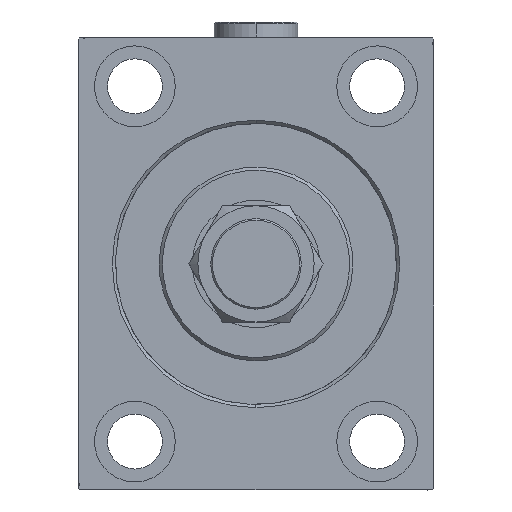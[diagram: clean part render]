
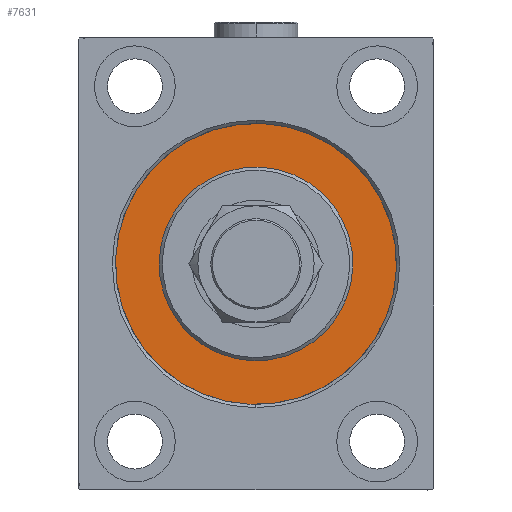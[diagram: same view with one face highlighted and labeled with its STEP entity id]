
A CAD part, left-side view. The second image highlights one B-rep face of the part: STEP entity #7631.
In plain terms, the highlighted face is planar.
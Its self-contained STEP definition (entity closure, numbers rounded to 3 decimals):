
#1698 = EDGE_CURVE ( 'NONE', #39854, #6706, #45696, .T. ) ;
#2662 = CARTESIAN_POINT ( 'NONE',  ( 0., 0., 0. ) ) ;
#4132 = AXIS2_PLACEMENT_3D ( 'NONE', #13617, #17399, #16465 ) ;
#5543 = AXIS2_PLACEMENT_3D ( 'NONE', #26810, #22757, #41022 ) ;
#6470 = AXIS2_PLACEMENT_3D ( 'NONE', #2662, #17115, #21118 ) ;
#6706 = VERTEX_POINT ( 'NONE', #6726 ) ;
#6726 = CARTESIAN_POINT ( 'NONE',  ( 0., 0., -43.5 ) ) ;
#7631 = ADVANCED_FACE ( 'NONE', ( #19710, #44361 ), #16163, .F. ) ;
#8140 = AXIS2_PLACEMENT_3D ( 'NONE', #19249, #34178, #12844 ) ;
#8196 = DIRECTION ( 'NONE',  ( -1., 0., 0. ) ) ;
#9089 = CARTESIAN_POINT ( 'NONE',  ( 0., 0., -30. ) ) ;
#9718 = ORIENTED_EDGE ( 'NONE', *, *, #35564, .F. ) ;
#10134 = ORIENTED_EDGE ( 'NONE', *, *, #43141, .F. ) ;
#10699 = CARTESIAN_POINT ( 'NONE',  ( 0., 0., 43.5 ) ) ;
#12844 = DIRECTION ( 'NONE',  ( 0., 0., 1. ) ) ;
#13535 = EDGE_LOOP ( 'NONE', ( #31256, #9718 ) ) ;
#13617 = CARTESIAN_POINT ( 'NONE',  ( 0., 0., 0. ) ) ;
#13999 = VERTEX_POINT ( 'NONE', #9089 ) ;
#16163 = PLANE ( 'NONE',  #8140 ) ;
#16465 = DIRECTION ( 'NONE',  ( 0., 0., 1. ) ) ;
#17115 = DIRECTION ( 'NONE',  ( 1., 0., 0. ) ) ;
#17399 = DIRECTION ( 'NONE',  ( -1., 0., 0. ) ) ;
#19249 = CARTESIAN_POINT ( 'NONE',  ( 0., 0., 0. ) ) ;
#19710 = FACE_BOUND ( 'NONE', #13535, .T. ) ;
#21039 = ORIENTED_EDGE ( 'NONE', *, *, #1698, .F. ) ;
#21118 = DIRECTION ( 'NONE',  ( 0., 0., -1. ) ) ;
#22228 = AXIS2_PLACEMENT_3D ( 'NONE', #34512, #8196, #26677 ) ;
#22275 = CIRCLE ( 'NONE', #4132, 43.5 ) ;
#22757 = DIRECTION ( 'NONE',  ( 1., 0., 0. ) ) ;
#25532 = EDGE_LOOP ( 'NONE', ( #10134, #21039 ) ) ;
#26677 = DIRECTION ( 'NONE',  ( 0., 0., 1. ) ) ;
#26810 = CARTESIAN_POINT ( 'NONE',  ( 0., 0., 0. ) ) ;
#26891 = CIRCLE ( 'NONE', #6470, 30. ) ;
#27269 = EDGE_CURVE ( 'NONE', #46406, #13999, #42659, .T. ) ;
#31256 = ORIENTED_EDGE ( 'NONE', *, *, #27269, .F. ) ;
#34178 = DIRECTION ( 'NONE',  ( -1., 0., 0. ) ) ;
#34512 = CARTESIAN_POINT ( 'NONE',  ( 0., 0., 0. ) ) ;
#35564 = EDGE_CURVE ( 'NONE', #13999, #46406, #26891, .T. ) ;
#36883 = CARTESIAN_POINT ( 'NONE',  ( 0., 0., 30. ) ) ;
#39854 = VERTEX_POINT ( 'NONE', #10699 ) ;
#41022 = DIRECTION ( 'NONE',  ( 0., 0., -1. ) ) ;
#42659 = CIRCLE ( 'NONE', #5543, 30. ) ;
#43141 = EDGE_CURVE ( 'NONE', #6706, #39854, #22275, .T. ) ;
#44361 = FACE_OUTER_BOUND ( 'NONE', #25532, .T. ) ;
#45696 = CIRCLE ( 'NONE', #22228, 43.5 ) ;
#46406 = VERTEX_POINT ( 'NONE', #36883 ) ;
